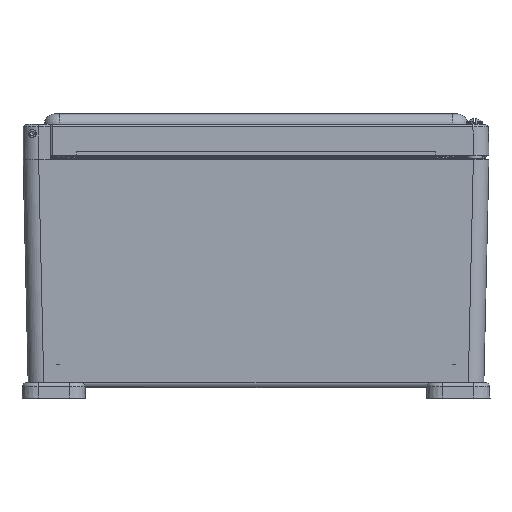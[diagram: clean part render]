
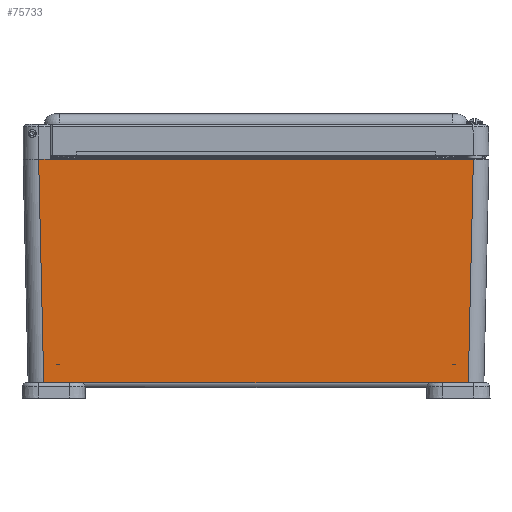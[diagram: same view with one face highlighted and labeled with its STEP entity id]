
A CAD part, left-side view. The second image highlights one B-rep face of the part: STEP entity #75733.
In plain terms, the highlighted planar face has unit normal (-1, 0, -0.023).
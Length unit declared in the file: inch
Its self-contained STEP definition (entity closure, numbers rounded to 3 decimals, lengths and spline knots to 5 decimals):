
#790 = DIRECTION ( 'NONE',  ( 0.023, -0.023, -0.999 ) ) ;
#4385 = CIRCLE ( 'NONE', #39821, 0.375 ) ;
#5403 = EDGE_CURVE ( 'NONE', #46421, #11004, #22787, .T. ) ;
#7135 = VERTEX_POINT ( 'NONE', #9406 ) ;
#7378 = CARTESIAN_POINT ( 'NONE',  ( -6.48438, -5.48438, 0. ) ) ;
#8695 = LINE ( 'NONE', #66243, #52858 ) ;
#9406 = CARTESIAN_POINT ( 'NONE',  ( -6.60919, 5.23428, 5.5 ) ) ;
#11004 = VERTEX_POINT ( 'NONE', #60853 ) ;
#12422 = ORIENTED_EDGE ( 'NONE', *, *, #75621, .F. ) ;
#13886 = DIRECTION ( 'NONE',  ( -1., 0., -0.023 ) ) ;
#16538 = CARTESIAN_POINT ( 'NONE',  ( -6.48715, -2.74219, 0.12216 ) ) ;
#16573 = EDGE_CURVE ( 'NONE', #7135, #11004, #8695, .T. ) ;
#17407 = CARTESIAN_POINT ( 'NONE',  ( -6.48123, -5.10633, -0.1385 ) ) ;
#18518 = CARTESIAN_POINT ( 'NONE',  ( -6.48715, -5.11224, 0.12216 ) ) ;
#20912 = EDGE_CURVE ( 'NONE', #35228, #46421, #59195, .T. ) ;
#21113 = ORIENTED_EDGE ( 'NONE', *, *, #5403, .F. ) ;
#22224 = DIRECTION ( 'NONE',  ( 0., 1., 0. ) ) ;
#22787 = LINE ( 'NONE', #16538, #74658 ) ;
#23409 = DIRECTION ( 'NONE',  ( 0.023, 0.023, -0.999 ) ) ;
#24403 = ORIENTED_EDGE ( 'NONE', *, *, #24913, .T. ) ;
#24563 = CARTESIAN_POINT ( 'NONE',  ( -6.60919, -5.48438, 5.5 ) ) ;
#24590 = CARTESIAN_POINT ( 'NONE',  ( -6.60919, -5.23428, 5.5 ) ) ;
#24913 = EDGE_CURVE ( 'NONE', #35228, #36775, #39526, .T. ) ;
#25191 = DIRECTION ( 'NONE',  ( -0.023, 0., 1. ) ) ;
#29749 = ORIENTED_EDGE ( 'NONE', *, *, #20912, .F. ) ;
#35228 = VERTEX_POINT ( 'NONE', #24590 ) ;
#35237 = DIRECTION ( 'NONE',  ( 0., 1., 0. ) ) ;
#36775 = VERTEX_POINT ( 'NONE', #61070 ) ;
#38115 = PLANE ( 'NONE',  #71072 ) ;
#38226 = EDGE_CURVE ( 'NONE', #36775, #58752, #64558, .T. ) ;
#39153 = VECTOR ( 'NONE', #22224, 39.37008 ) ;
#39526 = LINE ( 'NONE', #24563, #62181 ) ;
#39821 = AXIS2_PLACEMENT_3D ( 'NONE', #48611, #48353, #54208 ) ;
#46421 = VERTEX_POINT ( 'NONE', #18518 ) ;
#48353 = DIRECTION ( 'NONE',  ( 0., 0., 1. ) ) ;
#48611 = CARTESIAN_POINT ( 'NONE',  ( -6.23419, 5.23419, 5.5 ) ) ;
#50710 = CARTESIAN_POINT ( 'NONE',  ( -6.60919, 5.23419, 5.5 ) ) ;
#52858 = VECTOR ( 'NONE', #790, 39.37008 ) ;
#54208 = DIRECTION ( 'NONE',  ( 1., 0., 0. ) ) ;
#57029 = FACE_OUTER_BOUND ( 'NONE', #73970, .T. ) ;
#58752 = VERTEX_POINT ( 'NONE', #50710 ) ;
#58822 = CARTESIAN_POINT ( 'NONE',  ( -6.60919, -5.48438, 5.5 ) ) ;
#59195 = LINE ( 'NONE', #17407, #60193 ) ;
#60193 = VECTOR ( 'NONE', #23409, 39.37008 ) ;
#60853 = CARTESIAN_POINT ( 'NONE',  ( -6.48715, 5.11224, 0.12216 ) ) ;
#61070 = CARTESIAN_POINT ( 'NONE',  ( -6.60919, 4.95294, 5.5 ) ) ;
#62181 = VECTOR ( 'NONE', #66689, 39.37008 ) ;
#64558 = LINE ( 'NONE', #58822, #39153 ) ;
#65970 = ORIENTED_EDGE ( 'NONE', *, *, #38226, .T. ) ;
#66243 = CARTESIAN_POINT ( 'NONE',  ( -6.60919, 5.23428, 5.5 ) ) ;
#66689 = DIRECTION ( 'NONE',  ( 0., 1., 0. ) ) ;
#71072 = AXIS2_PLACEMENT_3D ( 'NONE', #7378, #13886, #25191 ) ;
#73970 = EDGE_LOOP ( 'NONE', ( #12422, #75908, #21113, #29749, #24403, #65970 ) ) ;
#74658 = VECTOR ( 'NONE', #35237, 39.37008 ) ;
#75621 = EDGE_CURVE ( 'NONE', #7135, #58752, #4385, .T. ) ;
#75733 = ADVANCED_FACE ( 'NONE', ( #57029 ), #38115, .T. ) ;
#75908 = ORIENTED_EDGE ( 'NONE', *, *, #16573, .T. ) ;
